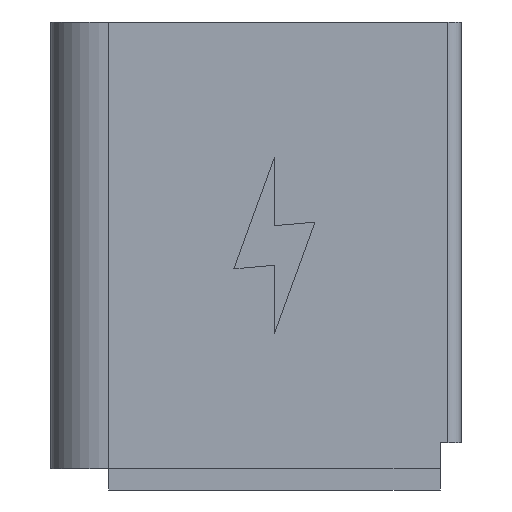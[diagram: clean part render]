
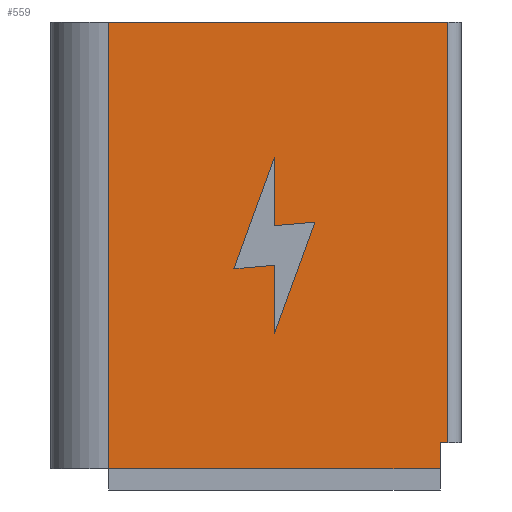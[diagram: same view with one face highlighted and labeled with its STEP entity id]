
A CAD part, left-side view. The second image highlights one B-rep face of the part: STEP entity #559.
In plain terms, the highlighted planar face has unit normal (-1, 0, 0).
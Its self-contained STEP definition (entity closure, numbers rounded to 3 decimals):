
#16=FACE_BOUND('',#98,.T.);
#39=PLANE('',#607);
#67=FACE_OUTER_BOUND('',#97,.T.);
#97=EDGE_LOOP('',(#491,#492,#493,#494,#495,#496));
#98=EDGE_LOOP('',(#497,#498,#499,#500,#501,#502));
#103=LINE('',#762,#174);
#108=LINE('',#774,#179);
#114=LINE('',#787,#185);
#117=LINE('',#793,#188);
#120=LINE('',#799,#191);
#123=LINE('',#805,#194);
#126=LINE('',#811,#197);
#129=LINE('',#815,#200);
#148=LINE('',#855,#219);
#162=LINE('',#883,#233);
#169=LINE('',#902,#240);
#170=LINE('',#903,#241);
#174=VECTOR('',#619,10.);
#179=VECTOR('',#630,10.);
#185=VECTOR('',#638,10.);
#188=VECTOR('',#643,10.);
#191=VECTOR('',#648,10.);
#194=VECTOR('',#653,10.);
#197=VECTOR('',#658,10.);
#200=VECTOR('',#663,10.);
#219=VECTOR('',#694,10.);
#233=VECTOR('',#720,10.);
#240=VECTOR('',#741,10.);
#241=VECTOR('',#742,10.);
#252=VERTEX_POINT('',#759);
#253=VERTEX_POINT('',#761);
#257=VERTEX_POINT('',#773);
#262=VERTEX_POINT('',#784);
#263=VERTEX_POINT('',#786);
#265=VERTEX_POINT('',#792);
#267=VERTEX_POINT('',#798);
#269=VERTEX_POINT('',#804);
#271=VERTEX_POINT('',#810);
#286=VERTEX_POINT('',#854);
#294=VERTEX_POINT('',#882);
#299=VERTEX_POINT('',#901);
#302=EDGE_CURVE('',#252,#253,#103,.T.);
#308=EDGE_CURVE('',#257,#253,#108,.T.);
#314=EDGE_CURVE('',#263,#262,#114,.T.);
#317=EDGE_CURVE('',#265,#263,#117,.T.);
#320=EDGE_CURVE('',#267,#265,#120,.T.);
#323=EDGE_CURVE('',#269,#267,#123,.T.);
#326=EDGE_CURVE('',#271,#269,#126,.T.);
#329=EDGE_CURVE('',#262,#271,#129,.T.);
#348=EDGE_CURVE('',#286,#257,#148,.T.);
#362=EDGE_CURVE('',#294,#286,#162,.T.);
#372=EDGE_CURVE('',#299,#252,#169,.T.);
#373=EDGE_CURVE('',#294,#299,#170,.T.);
#491=ORIENTED_EDGE('',*,*,#302,.F.);
#492=ORIENTED_EDGE('',*,*,#372,.F.);
#493=ORIENTED_EDGE('',*,*,#373,.F.);
#494=ORIENTED_EDGE('',*,*,#362,.T.);
#495=ORIENTED_EDGE('',*,*,#348,.T.);
#496=ORIENTED_EDGE('',*,*,#308,.T.);
#497=ORIENTED_EDGE('',*,*,#314,.T.);
#498=ORIENTED_EDGE('',*,*,#329,.T.);
#499=ORIENTED_EDGE('',*,*,#326,.T.);
#500=ORIENTED_EDGE('',*,*,#323,.T.);
#501=ORIENTED_EDGE('',*,*,#320,.T.);
#502=ORIENTED_EDGE('',*,*,#317,.T.);
#559=ADVANCED_FACE('',(#67,#16),#39,.T.);
#607=AXIS2_PLACEMENT_3D('',#900,#739,#740);
#619=DIRECTION('',(0.,0.,-1.));
#630=DIRECTION('',(0.,-1.,0.));
#638=DIRECTION('',(0.,0.,1.));
#643=DIRECTION('',(0.,0.342,-0.94));
#648=DIRECTION('',(0.,-0.996,0.087));
#653=DIRECTION('',(0.,0.,-1.));
#658=DIRECTION('',(0.,-0.342,0.94));
#663=DIRECTION('',(0.,0.996,-0.087));
#694=DIRECTION('',(0.,0.,1.));
#720=DIRECTION('',(0.,-1.,0.));
#739=DIRECTION('center_axis',(-1.,0.,0.));
#740=DIRECTION('ref_axis',(0.,-1.,0.));
#741=DIRECTION('',(0.,-1.,0.));
#742=DIRECTION('',(0.,0.,1.));
#759=CARTESIAN_POINT('',(-4.4,-13.2,34.));
#761=CARTESIAN_POINT('',(-4.4,-13.2,2.));
#762=CARTESIAN_POINT('',(-4.4,-13.2,0.));
#773=CARTESIAN_POINT('',(-4.4,-12.6,2.));
#774=CARTESIAN_POINT('',(-4.4,6.6,2.));
#784=CARTESIAN_POINT('',(-4.4,0.,15.494));
#786=CARTESIAN_POINT('',(-4.4,0.,10.318));
#787=CARTESIAN_POINT('',(-4.4,0.,5.159));
#792=CARTESIAN_POINT('',(-4.4,-3.078,18.775));
#793=CARTESIAN_POINT('',(-4.4,0.856,7.966));
#798=CARTESIAN_POINT('',(-4.4,0.,18.506));
#799=CARTESIAN_POINT('',(-4.4,7.056,17.888));
#804=CARTESIAN_POINT('',(-4.4,0.,23.682));
#805=CARTESIAN_POINT('',(-4.4,0.,11.841));
#810=CARTESIAN_POINT('',(-4.4,3.078,15.225));
#811=CARTESIAN_POINT('',(-4.4,6.082,6.973));
#815=CARTESIAN_POINT('',(-4.4,6.925,14.888));
#854=CARTESIAN_POINT('',(-4.4,-12.6,0.));
#855=CARTESIAN_POINT('',(-4.4,-12.6,0.));
#882=CARTESIAN_POINT('',(-4.4,12.6,0.));
#883=CARTESIAN_POINT('',(-4.4,12.6,0.));
#900=CARTESIAN_POINT('Origin',(-4.4,12.6,0.));
#901=CARTESIAN_POINT('',(-4.4,12.6,34.));
#902=CARTESIAN_POINT('',(-4.4,12.6,34.));
#903=CARTESIAN_POINT('',(-4.4,12.6,0.));
